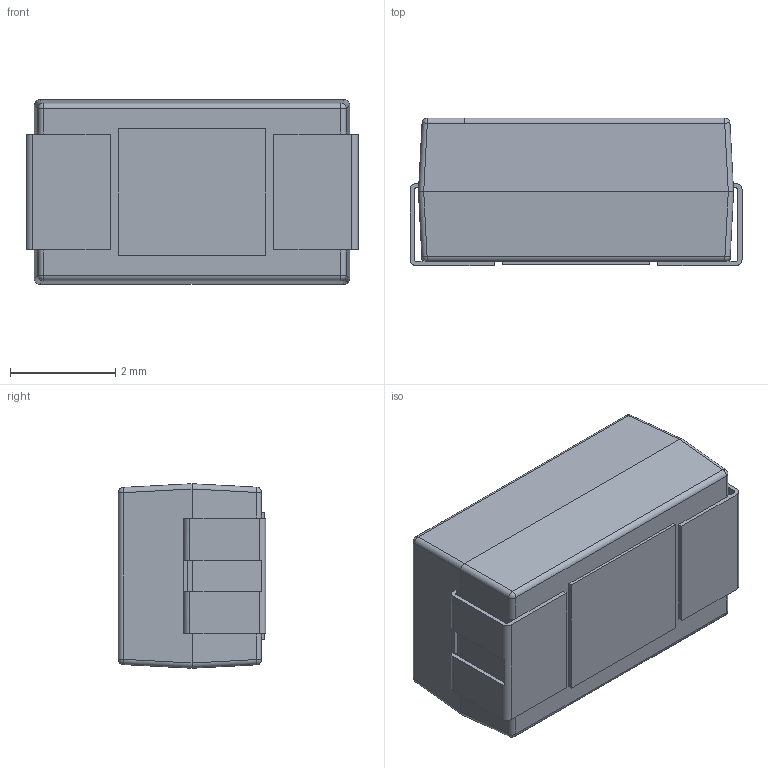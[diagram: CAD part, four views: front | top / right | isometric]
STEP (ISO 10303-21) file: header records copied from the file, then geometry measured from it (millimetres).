
FILE_DESCRIPTION (( 'STEP AP214' ), '1' );
FILE_NAME ('User Library-CAP_TANT_6032-28_y.STEP', '2013-03-18T00:14:49', ( 'Windows User' ), ( '' ), 'SwSTEP 2.0', 'SolidWorks 2013', '' );
FILE_SCHEMA (( 'AUTOMOTIVE_DESIGN' ));
Length unit declared in the file: millimetre
Products named in the file (1): User Library-CAP_TANT_6032-28_y
Bounding box: 6.3 x 2.8 x 3.5 mm (x, y, z)
Volume: 56.4 mm3; surface area: 104.9 mm2
Topology: 1 solids, 1 shells, 171 faces, 457 edges, 288 vertices
Faces by surface type: plane 72, bspline 61, cylinder 30, sphere 8
Entity records: 10536 total; most frequent: CARTESIAN_POINT 4902, ORIENTED_EDGE 898, DIRECTION 599, EDGE_CURVE 449, VERTEX_POINT 288, LINE 269, VECTOR 269, EDGE_LOOP 185
